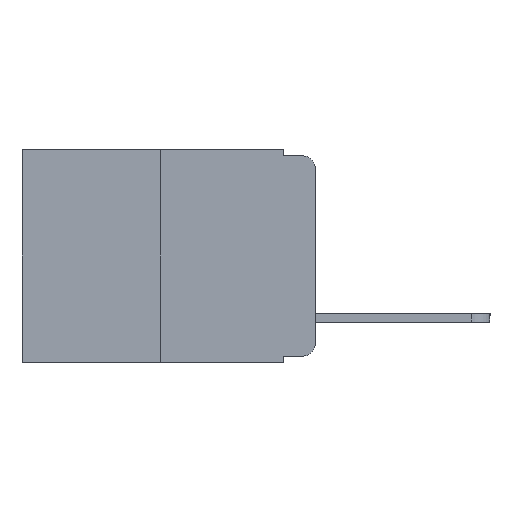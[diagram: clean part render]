
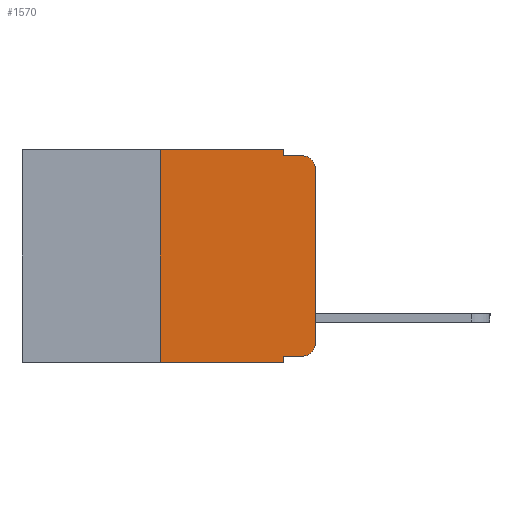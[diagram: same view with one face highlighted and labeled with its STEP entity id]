
A CAD part, left-side view. The second image highlights one B-rep face of the part: STEP entity #1570.
In plain terms, the highlighted planar face has unit normal (-1, 0, 0).
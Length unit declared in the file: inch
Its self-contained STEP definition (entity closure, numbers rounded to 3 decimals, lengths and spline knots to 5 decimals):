
#309 = CARTESIAN_POINT ( 'NONE',  ( 0., 0., -0.03 ) ) ;
#332 = VECTOR ( 'NONE', #12534, 39.37008 ) ;
#792 = ORIENTED_EDGE ( 'NONE', *, *, #9139, .T. ) ;
#873 = CARTESIAN_POINT ( 'NONE',  ( 0., 0.25, -0.343 ) ) ;
#1570 = ADVANCED_FACE ( 'NONE', ( #11497 ), #18173, .F. ) ;
#1614 = ORIENTED_EDGE ( 'NONE', *, *, #7310, .F. ) ;
#2000 = ORIENTED_EDGE ( 'NONE', *, *, #17847, .T. ) ;
#2659 = CIRCLE ( 'NONE', #8032, 0.02 ) ;
#2835 = LINE ( 'NONE', #7439, #12016 ) ;
#3418 = VECTOR ( 'NONE', #7442, 39.37008 ) ;
#3935 = CIRCLE ( 'NONE', #13633, 0.02 ) ;
#4192 = EDGE_CURVE ( 'NONE', #21884, #9103, #9225, .T. ) ;
#4457 = DIRECTION ( 'NONE',  ( 0., -1., 0. ) ) ;
#4732 = CARTESIAN_POINT ( 'NONE',  ( 0., 0.051, -0.343 ) ) ;
#4955 = EDGE_CURVE ( 'NONE', #23242, #9103, #2835, .T. ) ;
#5022 = DIRECTION ( 'NONE',  ( -1., 0., 0. ) ) ;
#5132 = CARTESIAN_POINT ( 'NONE',  ( 0., 0., -0.313 ) ) ;
#5245 = CARTESIAN_POINT ( 'NONE',  ( 0., 0.25, 0. ) ) ;
#5276 = VERTEX_POINT ( 'NONE', #6139 ) ;
#5885 = DIRECTION ( 'NONE',  ( 0., 0., -1. ) ) ;
#6139 = CARTESIAN_POINT ( 'NONE',  ( 0., 0.051, -0.01 ) ) ;
#6735 = ORIENTED_EDGE ( 'NONE', *, *, #20156, .F. ) ;
#6960 = EDGE_CURVE ( 'NONE', #18340, #11732, #3935, .T. ) ;
#7134 = AXIS2_PLACEMENT_3D ( 'NONE', #8648, #18097, #17815 ) ;
#7310 = EDGE_CURVE ( 'NONE', #7564, #21764, #18332, .T. ) ;
#7439 = CARTESIAN_POINT ( 'NONE',  ( 0., 0.051, 0. ) ) ;
#7442 = DIRECTION ( 'NONE',  ( 0., -1., 0. ) ) ;
#7564 = VERTEX_POINT ( 'NONE', #18191 ) ;
#7618 = VECTOR ( 'NONE', #12578, 39.37008 ) ;
#7619 = ORIENTED_EDGE ( 'NONE', *, *, #21525, .F. ) ;
#7815 = CARTESIAN_POINT ( 'NONE',  ( 0., 0.051, 0. ) ) ;
#8032 = AXIS2_PLACEMENT_3D ( 'NONE', #13165, #10486, #5885 ) ;
#8648 = CARTESIAN_POINT ( 'NONE',  ( 0., 0.473, 0. ) ) ;
#8909 = LINE ( 'NONE', #5245, #332 ) ;
#9073 = ORIENTED_EDGE ( 'NONE', *, *, #6960, .T. ) ;
#9103 = VERTEX_POINT ( 'NONE', #4732 ) ;
#9139 = EDGE_CURVE ( 'NONE', #22046, #17826, #2659, .T. ) ;
#9225 = LINE ( 'NONE', #22027, #13465 ) ;
#9268 = EDGE_LOOP ( 'NONE', ( #13059, #9073, #6735, #15551, #1614, #7619, #19896, #13620, #2000, #792 ) ) ;
#9465 = EDGE_CURVE ( 'NONE', #21764, #5276, #11562, .T. ) ;
#10486 = DIRECTION ( 'NONE',  ( -1., 0., 0. ) ) ;
#10775 = DIRECTION ( 'NONE',  ( 0., 0., 1. ) ) ;
#11497 = FACE_OUTER_BOUND ( 'NONE', #9268, .T. ) ;
#11519 = CARTESIAN_POINT ( 'NONE',  ( 0., 0.051, -0.333 ) ) ;
#11562 = LINE ( 'NONE', #21871, #12110 ) ;
#11732 = VERTEX_POINT ( 'NONE', #16999 ) ;
#12016 = VECTOR ( 'NONE', #22603, 39.37008 ) ;
#12110 = VECTOR ( 'NONE', #22660, 39.37008 ) ;
#12498 = CARTESIAN_POINT ( 'NONE',  ( 0., 0.051, -0.333 ) ) ;
#12534 = DIRECTION ( 'NONE',  ( 0., 0., 1. ) ) ;
#12578 = DIRECTION ( 'NONE',  ( 0., -1., 0. ) ) ;
#13059 = ORIENTED_EDGE ( 'NONE', *, *, #22158, .T. ) ;
#13165 = CARTESIAN_POINT ( 'NONE',  ( 0., 0.02, -0.313 ) ) ;
#13465 = VECTOR ( 'NONE', #16699, 39.37008 ) ;
#13620 = ORIENTED_EDGE ( 'NONE', *, *, #4955, .F. ) ;
#13625 = VECTOR ( 'NONE', #4457, 39.37008 ) ;
#13633 = AXIS2_PLACEMENT_3D ( 'NONE', #15913, #5022, #17684 ) ;
#13714 = LINE ( 'NONE', #20022, #3418 ) ;
#15551 = ORIENTED_EDGE ( 'NONE', *, *, #9465, .F. ) ;
#15913 = CARTESIAN_POINT ( 'NONE',  ( 0., 0.02, -0.03 ) ) ;
#16699 = DIRECTION ( 'NONE',  ( 0., -1., 0. ) ) ;
#16999 = CARTESIAN_POINT ( 'NONE',  ( 0., 0.02, -0.01 ) ) ;
#17684 = DIRECTION ( 'NONE',  ( 0., 0., -1. ) ) ;
#17815 = DIRECTION ( 'NONE',  ( 0., 0., -1. ) ) ;
#17826 = VERTEX_POINT ( 'NONE', #5132 ) ;
#17847 = EDGE_CURVE ( 'NONE', #23242, #22046, #21895, .T. ) ;
#18097 = DIRECTION ( 'NONE',  ( 1., 0., 0. ) ) ;
#18173 = PLANE ( 'NONE',  #7134 ) ;
#18191 = CARTESIAN_POINT ( 'NONE',  ( 0., 0.25, 0. ) ) ;
#18332 = LINE ( 'NONE', #18983, #13625 ) ;
#18340 = VERTEX_POINT ( 'NONE', #309 ) ;
#18682 = LINE ( 'NONE', #23160, #22256 ) ;
#18983 = CARTESIAN_POINT ( 'NONE',  ( 0., 0.473, 0. ) ) ;
#19896 = ORIENTED_EDGE ( 'NONE', *, *, #4192, .T. ) ;
#20022 = CARTESIAN_POINT ( 'NONE',  ( 0., 0.051, -0.01 ) ) ;
#20156 = EDGE_CURVE ( 'NONE', #5276, #11732, #13714, .T. ) ;
#21525 = EDGE_CURVE ( 'NONE', #21884, #7564, #8909, .T. ) ;
#21764 = VERTEX_POINT ( 'NONE', #7815 ) ;
#21871 = CARTESIAN_POINT ( 'NONE',  ( 0., 0.051, 0. ) ) ;
#21884 = VERTEX_POINT ( 'NONE', #873 ) ;
#21895 = LINE ( 'NONE', #12498, #7618 ) ;
#22027 = CARTESIAN_POINT ( 'NONE',  ( 0., 0.473, -0.343 ) ) ;
#22046 = VERTEX_POINT ( 'NONE', #22863 ) ;
#22158 = EDGE_CURVE ( 'NONE', #17826, #18340, #18682, .T. ) ;
#22256 = VECTOR ( 'NONE', #10775, 39.37008 ) ;
#22603 = DIRECTION ( 'NONE',  ( 0., 0., -1. ) ) ;
#22660 = DIRECTION ( 'NONE',  ( 0., 0., -1. ) ) ;
#22863 = CARTESIAN_POINT ( 'NONE',  ( 0., 0.02, -0.333 ) ) ;
#23160 = CARTESIAN_POINT ( 'NONE',  ( 0., 0., 0. ) ) ;
#23242 = VERTEX_POINT ( 'NONE', #11519 ) ;
